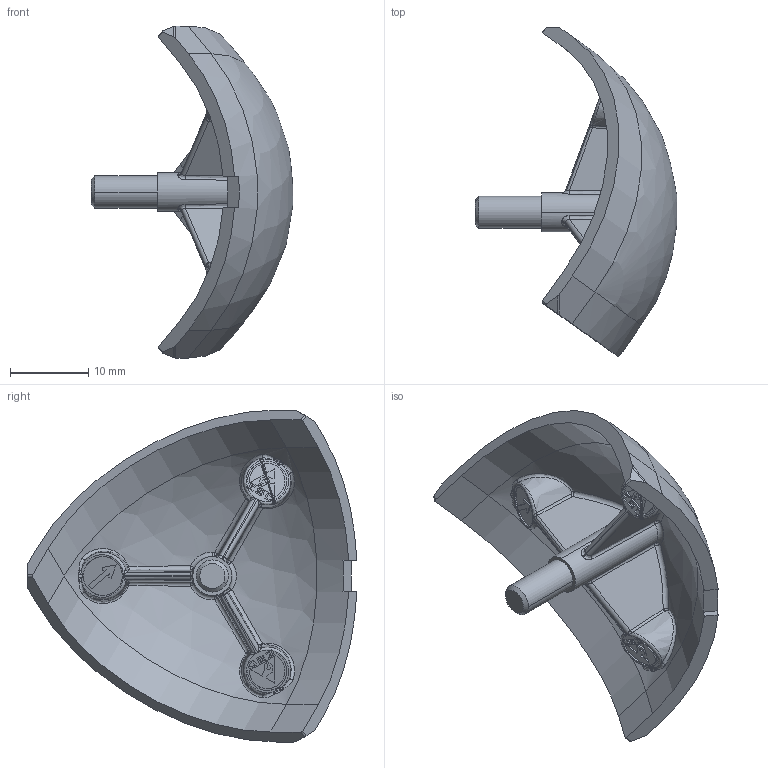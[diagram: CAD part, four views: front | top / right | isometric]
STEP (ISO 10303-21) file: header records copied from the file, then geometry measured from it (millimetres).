
FILE_DESCRIPTION (( 'STEP AP214' ), '1' );
FILE_NAME ('093WEA301B.step', '2015-12-23T09:26:16', ( '' ), ( '' ), 'SwSTEP 2.0', 'SolidWorks 2015', '' );
FILE_SCHEMA (( 'AUTOMOTIVE_DESIGN' ));
Length unit declared in the file: millimetre
Products named in the file (1): 093WEA301B
Bounding box: 25.79 x 42.15 x 42.43 mm (x, y, z)
Surface area: 5228 mm2 (no closed solid volume)
Topology: 0 solids, 2 shells, 390 faces, 1057 edges, 666 vertices
Faces by surface type: plane 235, bspline 82, cylinder 39, torus 19, sphere 13, cone 2
Entity records: 14816 total; most frequent: CARTESIAN_POINT 5763, ORIENTED_EDGE 2069, DIRECTION 1610, EDGE_CURVE 1036, VECTOR 664, LINE 664, VERTEX_POINT 662, AXIS2_PLACEMENT_3D 473
